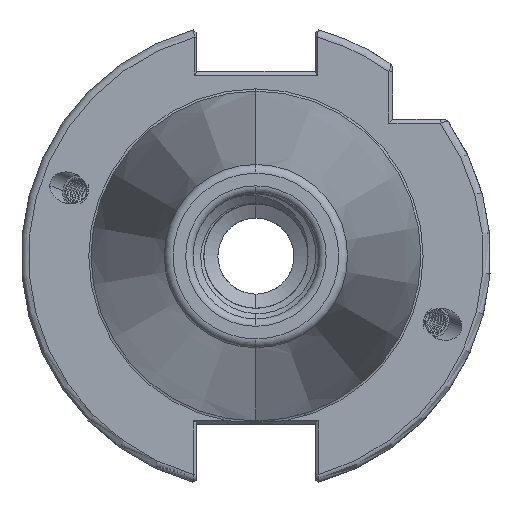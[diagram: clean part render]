
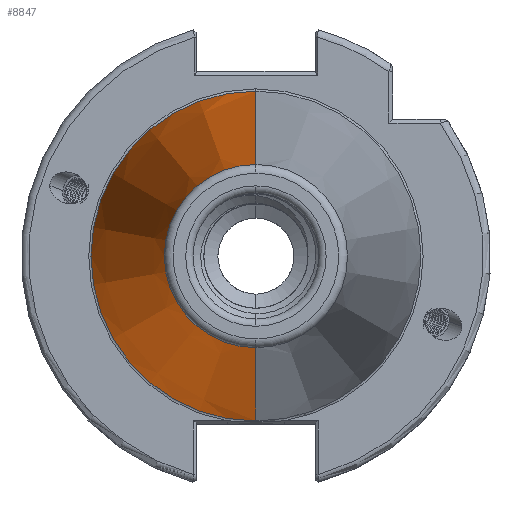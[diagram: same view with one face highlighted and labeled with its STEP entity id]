
A CAD part, left-side view. The second image highlights one B-rep face of the part: STEP entity #8847.
In plain terms, the highlighted conical face has half-angle 8.297 degrees and reference radius 22.692 mm.
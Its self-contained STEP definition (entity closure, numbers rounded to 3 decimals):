
#127 = CONICAL_SURFACE ( 'NONE', #11531, 22.692, 0.145 ) ;
#241 = CIRCLE ( 'NONE', #4559, 12.4 ) ;
#254 = CIRCLE ( 'NONE', #2928, 22.327 ) ;
#2902 = VERTEX_POINT ( 'NONE', #6531 ) ;
#2908 = VERTEX_POINT ( 'NONE', #6537 ) ;
#2914 = VERTEX_POINT ( 'NONE', #6543 ) ;
#2928 = AXIS2_PLACEMENT_3D ( 'NONE', #11757, #11764, #11765 ) ;
#2934 = VECTOR ( 'NONE', #11763, 1000. ) ;
#2936 = VECTOR ( 'NONE', #11769, 1000. ) ;
#3550 = CARTESIAN_POINT ( 'NONE',  ( 0., 0., 0. ) ) ;
#3551 = DIRECTION ( 'NONE',  ( 1., 0., 0. ) ) ;
#3552 = DIRECTION ( 'NONE',  ( 0., 0., -1. ) ) ;
#3815 = VERTEX_POINT ( 'NONE', #6647 ) ;
#4559 = AXIS2_PLACEMENT_3D ( 'NONE', #11709, #11710, #11711 ) ;
#6531 = CARTESIAN_POINT ( 'NONE',  ( -70.573, 0., -12.4 ) ) ;
#6537 = CARTESIAN_POINT ( 'NONE',  ( -70.573, 0., 12.4 ) ) ;
#6543 = CARTESIAN_POINT ( 'NONE',  ( -2.5, 0., 22.327 ) ) ;
#6647 = CARTESIAN_POINT ( 'NONE',  ( -2.5, 0., -22.327 ) ) ;
#8847 = ADVANCED_FACE ( 'NONE', ( #11532 ), #127, .T. ) ;
#9223 = EDGE_LOOP ( 'NONE', ( #12482, #12475, #12477, #12470 ) ) ;
#11531 = AXIS2_PLACEMENT_3D ( 'NONE', #3550, #3551, #3552 ) ;
#11532 = FACE_OUTER_BOUND ( 'NONE', #9223, .T. ) ;
#11709 = CARTESIAN_POINT ( 'NONE',  ( -70.573, 0., 0. ) ) ;
#11710 = DIRECTION ( 'NONE',  ( 1., 0., 0. ) ) ;
#11711 = DIRECTION ( 'NONE',  ( 0., 0., 1. ) ) ;
#11757 = CARTESIAN_POINT ( 'NONE',  ( -2.5, 0., 0. ) ) ;
#11761 = LINE ( 'NONE', #11762, #2934 ) ;
#11762 = CARTESIAN_POINT ( 'NONE',  ( 0., 0., 22.692 ) ) ;
#11763 = DIRECTION ( 'NONE',  ( 0.99, 0., 0.144 ) ) ;
#11764 = DIRECTION ( 'NONE',  ( 1., 0., 0. ) ) ;
#11765 = DIRECTION ( 'NONE',  ( 0., 0., -1. ) ) ;
#11767 = LINE ( 'NONE', #11768, #2936 ) ;
#11768 = CARTESIAN_POINT ( 'NONE',  ( 0., 0., -22.692 ) ) ;
#11769 = DIRECTION ( 'NONE',  ( 0.99, 0., -0.144 ) ) ;
#12470 = ORIENTED_EDGE ( 'NONE', *, *, #17140, .F. ) ;
#12475 = ORIENTED_EDGE ( 'NONE', *, *, #17138, .T. ) ;
#12477 = ORIENTED_EDGE ( 'NONE', *, *, #17139, .F. ) ;
#12482 = ORIENTED_EDGE ( 'NONE', *, *, #17121, .T. ) ;
#17121 = EDGE_CURVE ( 'NONE', #2902, #2908, #241, .T. ) ;
#17138 = EDGE_CURVE ( 'NONE', #2908, #2914, #11761, .T. ) ;
#17139 = EDGE_CURVE ( 'NONE', #3815, #2914, #254, .T. ) ;
#17140 = EDGE_CURVE ( 'NONE', #2902, #3815, #11767, .T. ) ;
